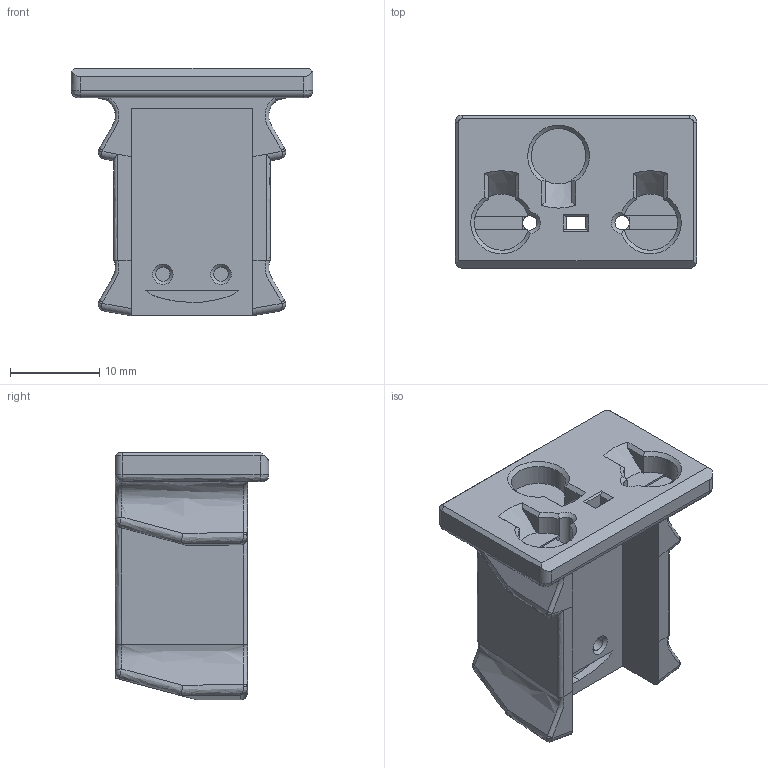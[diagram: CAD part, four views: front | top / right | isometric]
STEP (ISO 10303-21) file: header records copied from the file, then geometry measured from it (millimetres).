
FILE_DESCRIPTION(/* description */ (''),/* implementation_level */ '2;1');
FILE_NAME(/* name */ 'Klicky_Probe_Dragon_UHF v1.step',/* time_stamp */ '2022-08-23T08:04:03-05:00',/* author */ (''),/* organization */ (''),/* preprocessor_version */ 'ST-DEVELOPER v19',/* originating_system */ 'Autodesk Translation Framework v11.7.0.108',/* authorisation */ '');
FILE_SCHEMA (('AUTOMOTIVE_DESIGN { 1 0 10303 214 3 1 1 }'));
Length unit declared in the file: millimetre
Products named in the file (2): Klicky_Probe_Dragon_UHF; ProbeDragonUHF
Assembly tree (1 placements, depth 2):
  Klicky_Probe_Dragon_UHF
    ProbeDragonUHF
Bounding box: 27.03 x 17.23 x 27.7 mm (x, y, z)
Volume: 5176.3 mm3; surface area: 3299.3 mm2
Topology: 1 solids, 1 shells, 204 faces, 577 edges, 374 vertices
Faces by surface type: plane 98, bspline 44, cylinder 39, cone 15, sphere 6, torus 2
Full cylindrical faces by diameter (mm): 1.6 x4
Entity records: 10995 total; most frequent: CARTESIAN_POINT 6017, ORIENTED_EDGE 1142, DIRECTION 872, EDGE_CURVE 571, VERTEX_POINT 374, AXIS2_PLACEMENT_3D 299, LINE 274, VECTOR 274
